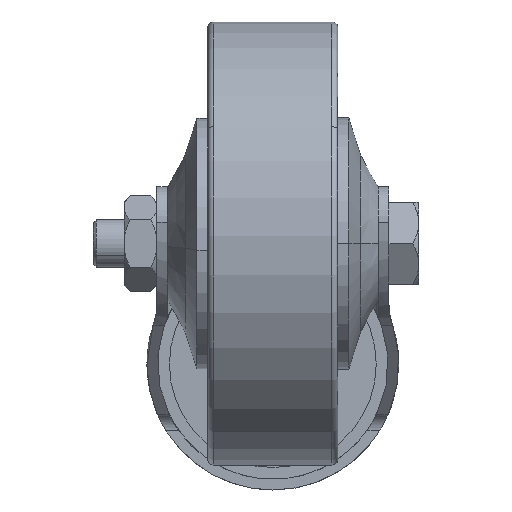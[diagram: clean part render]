
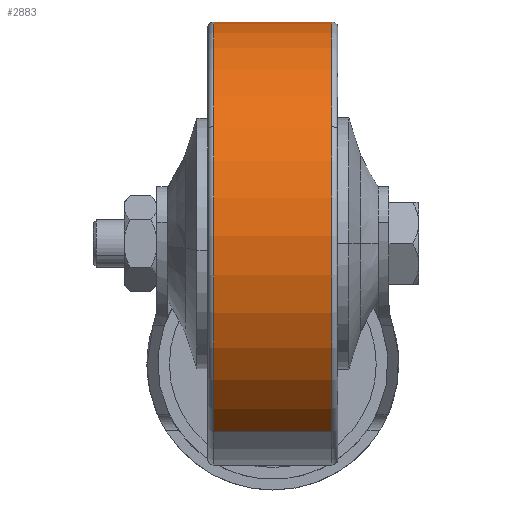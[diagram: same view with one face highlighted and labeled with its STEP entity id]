
A CAD part, front view. The second image highlights one B-rep face of the part: STEP entity #2883.
In plain terms, the highlighted cylindrical face has radius 37.5 mm (diameter 75 mm), a partial arc.
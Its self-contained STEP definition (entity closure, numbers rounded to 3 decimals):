
#283 = LINE ( 'NONE', #4788, #1613 ) ;
#388 = CARTESIAN_POINT ( 'NONE',  ( 0., 0., -10. ) ) ;
#491 = CIRCLE ( 'NONE', #4539, 37.5 ) ;
#606 = DIRECTION ( 'NONE',  ( 0., 0., -1. ) ) ;
#653 = EDGE_CURVE ( 'NONE', #4790, #5072, #491, .T. ) ;
#732 = ORIENTED_EDGE ( 'NONE', *, *, #653, .T. ) ;
#888 = DIRECTION ( 'NONE',  ( 0., -1., 0. ) ) ;
#989 = EDGE_LOOP ( 'NONE', ( #2257, #1140, #732, #1301, #3250, #1054 ) ) ;
#1054 = ORIENTED_EDGE ( 'NONE', *, *, #3140, .T. ) ;
#1133 = VERTEX_POINT ( 'NONE', #5598 ) ;
#1140 = ORIENTED_EDGE ( 'NONE', *, *, #6115, .T. ) ;
#1163 = CARTESIAN_POINT ( 'NONE',  ( 0., -37.5, 10. ) ) ;
#1169 = DIRECTION ( 'NONE',  ( 0., 0., -1. ) ) ;
#1180 = EDGE_CURVE ( 'NONE', #1133, #1850, #4763, .T. ) ;
#1275 = VERTEX_POINT ( 'NONE', #2935 ) ;
#1301 = ORIENTED_EDGE ( 'NONE', *, *, #5152, .T. ) ;
#1375 = CARTESIAN_POINT ( 'NONE',  ( -37.5, 0., 10. ) ) ;
#1430 = VECTOR ( 'NONE', #5411, 1000. ) ;
#1514 = VERTEX_POINT ( 'NONE', #6225 ) ;
#1588 = LINE ( 'NONE', #5947, #1430 ) ;
#1613 = VECTOR ( 'NONE', #4812, 1000. ) ;
#1729 = DIRECTION ( 'NONE',  ( 0., 0., -1. ) ) ;
#1850 = VERTEX_POINT ( 'NONE', #5853 ) ;
#2257 = ORIENTED_EDGE ( 'NONE', *, *, #3069, .F. ) ;
#2516 = CIRCLE ( 'NONE', #5819, 37.5 ) ;
#2554 = FACE_OUTER_BOUND ( 'NONE', #989, .T. ) ;
#2756 = DIRECTION ( 'NONE',  ( 0., 0., 1. ) ) ;
#2883 = ADVANCED_FACE ( 'NONE', ( #2554 ), #5049, .T. ) ;
#2935 = CARTESIAN_POINT ( 'NONE',  ( 37.5, 0., 10. ) ) ;
#2937 = AXIS2_PLACEMENT_3D ( 'NONE', #388, #3872, #888 ) ;
#3069 = EDGE_CURVE ( 'NONE', #1275, #1514, #283, .T. ) ;
#3140 = EDGE_CURVE ( 'NONE', #1850, #1514, #4582, .T. ) ;
#3250 = ORIENTED_EDGE ( 'NONE', *, *, #1180, .T. ) ;
#3581 = CARTESIAN_POINT ( 'NONE',  ( 0., 0., 10. ) ) ;
#3615 = AXIS2_PLACEMENT_3D ( 'NONE', #5760, #2756, #6249 ) ;
#3872 = DIRECTION ( 'NONE',  ( 0., 0., 1. ) ) ;
#4078 = DIRECTION ( 'NONE',  ( 0., -1., 0. ) ) ;
#4119 = CARTESIAN_POINT ( 'NONE',  ( 0., 0., 11. ) ) ;
#4539 = AXIS2_PLACEMENT_3D ( 'NONE', #3581, #606, #4078 ) ;
#4582 = CIRCLE ( 'NONE', #2937, 37.5 ) ;
#4662 = DIRECTION ( 'NONE',  ( -1., 0., 0. ) ) ;
#4722 = CARTESIAN_POINT ( 'NONE',  ( 0., 0., 10. ) ) ;
#4763 = CIRCLE ( 'NONE', #3615, 37.5 ) ;
#4788 = CARTESIAN_POINT ( 'NONE',  ( 37.5, 0., 11. ) ) ;
#4790 = VERTEX_POINT ( 'NONE', #1163 ) ;
#4812 = DIRECTION ( 'NONE',  ( 0., 0., -1. ) ) ;
#5049 = CYLINDRICAL_SURFACE ( 'NONE', #5741, 37.5 ) ;
#5072 = VERTEX_POINT ( 'NONE', #1375 ) ;
#5152 = EDGE_CURVE ( 'NONE', #5072, #1133, #1588, .T. ) ;
#5229 = DIRECTION ( 'NONE',  ( 0., -1., 0. ) ) ;
#5411 = DIRECTION ( 'NONE',  ( 0., 0., -1. ) ) ;
#5598 = CARTESIAN_POINT ( 'NONE',  ( -37.5, 0., -10. ) ) ;
#5741 = AXIS2_PLACEMENT_3D ( 'NONE', #4119, #1169, #4662 ) ;
#5760 = CARTESIAN_POINT ( 'NONE',  ( 0., 0., -10. ) ) ;
#5819 = AXIS2_PLACEMENT_3D ( 'NONE', #4722, #1729, #5229 ) ;
#5853 = CARTESIAN_POINT ( 'NONE',  ( 0., -37.5, -10. ) ) ;
#5947 = CARTESIAN_POINT ( 'NONE',  ( -37.5, 0., 11. ) ) ;
#6115 = EDGE_CURVE ( 'NONE', #1275, #4790, #2516, .T. ) ;
#6225 = CARTESIAN_POINT ( 'NONE',  ( 37.5, 0., -10. ) ) ;
#6249 = DIRECTION ( 'NONE',  ( 0., -1., 0. ) ) ;
